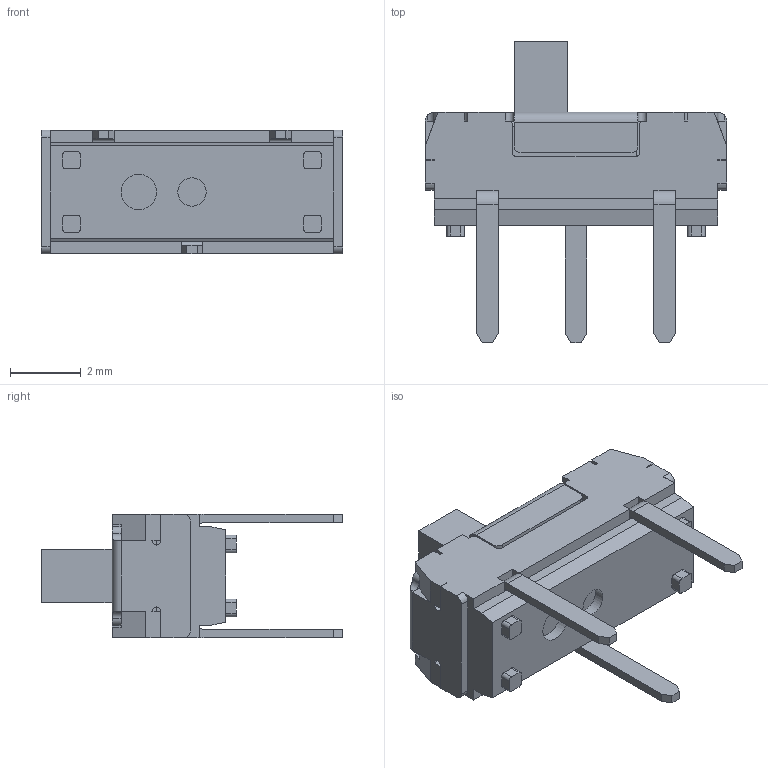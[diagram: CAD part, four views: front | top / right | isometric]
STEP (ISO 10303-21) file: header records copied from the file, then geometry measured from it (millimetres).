
FILE_DESCRIPTION(/* description */ ('STEP AP203'),/* implementation_level */ '2;1');
FILE_NAME(/* name */ 'CL-SB-12C-01',/* time_stamp */ '2022-09-24T13:23:53+02:00',/* author */ ('License CC BY-ND 4.0'),/* organization */ ('CADENAS'),/* preprocessor_version */ 'ST-DEVELOPER v18.102',/* originating_system */ 'PARTsolutions',/* authorisation */ ' ');
FILE_SCHEMA (('CONFIG_CONTROL_DESIGN'));
Length unit declared in the file: millimetre
Products named in the file (3): CL-SB-12C-01; 2Top setting_s; 12C-01_c
Assembly tree (2 placements, depth 2):
  CL-SB-12C-01
    2Top setting_s
    12C-01_c
Bounding box: 8.5 x 8.5 x 3.5 mm (x, y, z)
Volume: 84.6 mm3; surface area: 280.2 mm2
Topology: 2 solids, 2 shells, 268 faces, 784 edges, 510 vertices
Faces by surface type: plane 197, cylinder 71
Full cylindrical faces by diameter (mm): 0.8 x1, 1 x1
Entity records: 10531 total; most frequent: CARTESIAN_POINT 1579, ORIENTED_EDGE 1564, DIRECTION 1475, EDGE_CURVE 782, LINE 623, VECTOR 623, VERTEX_POINT 510, AXIS2_PLACEMENT_3D 426
